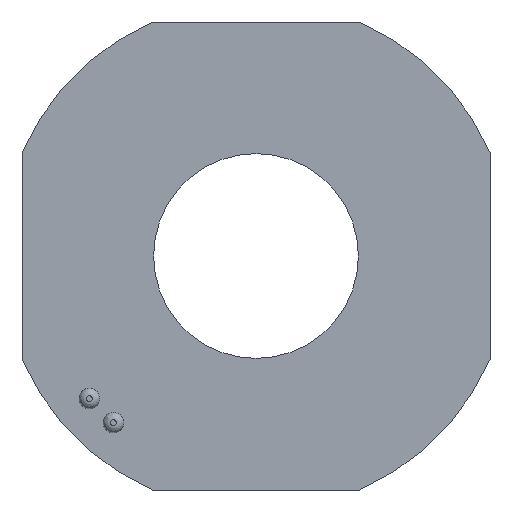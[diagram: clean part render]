
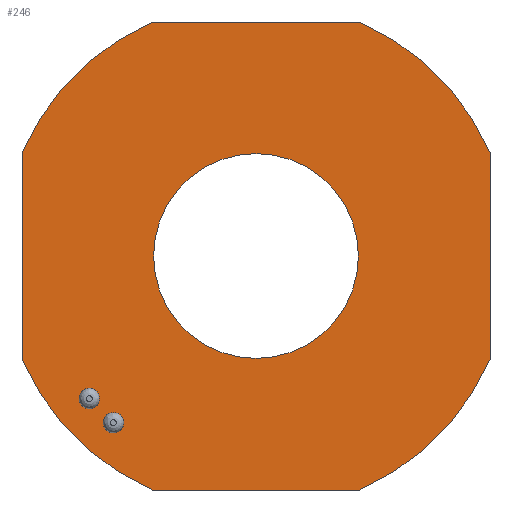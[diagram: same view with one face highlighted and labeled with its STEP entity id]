
A CAD part, front view. The second image highlights one B-rep face of the part: STEP entity #246.
In plain terms, the highlighted planar face has unit normal (0, -1, 0).
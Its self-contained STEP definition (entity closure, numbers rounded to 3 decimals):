
#14=FACE_BOUND('',#84,.T.);
#15=FACE_BOUND('',#85,.T.);
#16=FACE_BOUND('',#86,.T.);
#18=PLANE('',#287);
#27=LINE('',#458,#44);
#28=LINE('',#462,#45);
#29=LINE('',#466,#46);
#30=LINE('',#470,#47);
#44=VECTOR('',#330,1000.);
#45=VECTOR('',#333,1000.);
#46=VECTOR('',#336,1000.);
#47=VECTOR('',#339,1000.);
#68=FACE_OUTER_BOUND('',#83,.T.);
#83=EDGE_LOOP('',(#182,#183,#184,#185,#186,#187,#188,#189));
#84=EDGE_LOOP('',(#190));
#85=EDGE_LOOP('',(#191));
#86=EDGE_LOOP('',(#192));
#101=CIRCLE('',#280,0.7);
#104=CIRCLE('',#283,0.7);
#105=CIRCLE('',#285,7.);
#107=CIRCLE('',#288,17.5);
#108=CIRCLE('',#289,17.5);
#109=CIRCLE('',#290,17.5);
#110=CIRCLE('',#291,17.5);
#116=VERTEX_POINT('',#414);
#118=VERTEX_POINT('',#446);
#119=VERTEX_POINT('',#450);
#121=VERTEX_POINT('',#456);
#122=VERTEX_POINT('',#457);
#123=VERTEX_POINT('',#459);
#124=VERTEX_POINT('',#461);
#125=VERTEX_POINT('',#463);
#126=VERTEX_POINT('',#465);
#127=VERTEX_POINT('',#467);
#128=VERTEX_POINT('',#469);
#139=EDGE_CURVE('',#116,#116,#101,.T.);
#142=EDGE_CURVE('',#118,#118,#104,.T.);
#143=EDGE_CURVE('',#119,#119,#105,.T.);
#146=EDGE_CURVE('',#121,#122,#27,.T.);
#147=EDGE_CURVE('',#123,#121,#107,.T.);
#148=EDGE_CURVE('',#124,#123,#28,.T.);
#149=EDGE_CURVE('',#125,#124,#108,.T.);
#150=EDGE_CURVE('',#126,#125,#29,.T.);
#151=EDGE_CURVE('',#127,#126,#109,.T.);
#152=EDGE_CURVE('',#128,#127,#30,.T.);
#153=EDGE_CURVE('',#122,#128,#110,.T.);
#182=ORIENTED_EDGE('',*,*,#146,.F.);
#183=ORIENTED_EDGE('',*,*,#147,.F.);
#184=ORIENTED_EDGE('',*,*,#148,.F.);
#185=ORIENTED_EDGE('',*,*,#149,.F.);
#186=ORIENTED_EDGE('',*,*,#150,.F.);
#187=ORIENTED_EDGE('',*,*,#151,.F.);
#188=ORIENTED_EDGE('',*,*,#152,.F.);
#189=ORIENTED_EDGE('',*,*,#153,.F.);
#190=ORIENTED_EDGE('',*,*,#139,.F.);
#191=ORIENTED_EDGE('',*,*,#142,.F.);
#192=ORIENTED_EDGE('',*,*,#143,.T.);
#246=ADVANCED_FACE('',(#68,#14,#15,#16),#18,.T.);
#280=AXIS2_PLACEMENT_3D('',#416,#313,#314);
#283=AXIS2_PLACEMENT_3D('',#448,#319,#320);
#285=AXIS2_PLACEMENT_3D('',#451,#323,#324);
#287=AXIS2_PLACEMENT_3D('',#455,#328,#329);
#288=AXIS2_PLACEMENT_3D('',#460,#331,#332);
#289=AXIS2_PLACEMENT_3D('',#464,#334,#335);
#290=AXIS2_PLACEMENT_3D('',#468,#337,#338);
#291=AXIS2_PLACEMENT_3D('',#471,#340,#341);
#313=DIRECTION('center_axis',(0.,-1.,0.));
#314=DIRECTION('ref_axis',(0.,0.,-1.));
#319=DIRECTION('center_axis',(0.,-1.,0.));
#320=DIRECTION('ref_axis',(0.,0.,-1.));
#323=DIRECTION('center_axis',(0.,1.,0.));
#324=DIRECTION('ref_axis',(0.,0.,-1.));
#328=DIRECTION('center_axis',(0.,-1.,0.));
#329=DIRECTION('ref_axis',(0.,0.,-1.));
#330=DIRECTION('',(-1.,0.,0.));
#331=DIRECTION('center_axis',(0.,1.,0.));
#332=DIRECTION('ref_axis',(0.,0.,-1.));
#333=DIRECTION('',(0.,0.,-1.));
#334=DIRECTION('center_axis',(0.,1.,0.));
#335=DIRECTION('ref_axis',(0.,0.,-1.));
#336=DIRECTION('',(1.,0.,0.));
#337=DIRECTION('center_axis',(0.,1.,0.));
#338=DIRECTION('ref_axis',(0.,0.,-1.));
#339=DIRECTION('',(0.,0.,1.));
#340=DIRECTION('center_axis',(0.,1.,0.));
#341=DIRECTION('ref_axis',(0.,0.,-1.));
#414=CARTESIAN_POINT('',(-11.4,0.,-9.049));
#416=CARTESIAN_POINT('Origin',(-11.4,0.,-9.749));
#446=CARTESIAN_POINT('',(-9.749,0.,-10.7));
#448=CARTESIAN_POINT('Origin',(-9.749,0.,-11.4));
#450=CARTESIAN_POINT('',(0.,0.,-7.));
#451=CARTESIAN_POINT('Origin',(0.,0.,0.));
#455=CARTESIAN_POINT('Origin',(0.,0.,0.));
#456=CARTESIAN_POINT('',(7.089,0.,-16.));
#457=CARTESIAN_POINT('',(-7.089,0.,-16.));
#458=CARTESIAN_POINT('',(-16.,0.,-16.));
#459=CARTESIAN_POINT('',(16.,0.,-7.089));
#460=CARTESIAN_POINT('Origin',(0.,0.,0.));
#461=CARTESIAN_POINT('',(16.,0.,7.089));
#462=CARTESIAN_POINT('',(16.,0.,16.));
#463=CARTESIAN_POINT('',(7.089,0.,16.));
#464=CARTESIAN_POINT('Origin',(0.,0.,0.));
#465=CARTESIAN_POINT('',(-7.089,0.,16.));
#466=CARTESIAN_POINT('',(-16.,0.,16.));
#467=CARTESIAN_POINT('',(-16.,0.,7.089));
#468=CARTESIAN_POINT('Origin',(0.,0.,0.));
#469=CARTESIAN_POINT('',(-16.,0.,-7.089));
#470=CARTESIAN_POINT('',(-16.,0.,16.));
#471=CARTESIAN_POINT('Origin',(0.,0.,0.));
